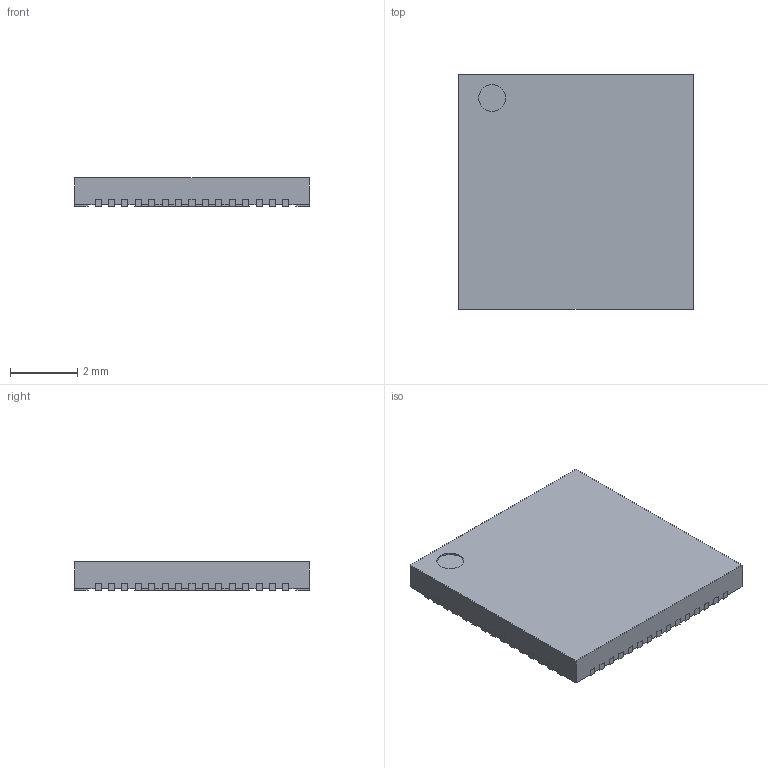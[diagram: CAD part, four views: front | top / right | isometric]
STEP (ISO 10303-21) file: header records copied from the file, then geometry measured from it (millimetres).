
FILE_DESCRIPTION(('FreeCAD Model'),'2;1');
FILE_NAME('RP2350A-QFN60.step','2024-08-10T10:37:29',( 'kicad StepUp'),('ksu MCAD'),'Open CASCADE STEP processor 7.3', 'FreeCAD','Unknown');
FILE_SCHEMA(('AUTOMOTIVE_DESIGN { 1 0 10303 214 1 1 1 1 }'));
Length unit declared in the file: millimetre
Products named in the file (1): RP2350A-QFN60
Bounding box: 7 x 7 x 0.85 mm (x, y, z)
Volume: 40 mm3; surface area: 124.7 mm2
Topology: 1 solids, 1 shells, 373 faces, 1107 edges, 738 vertices
Faces by surface type: plane 372, cylinder 1
Full cylindrical faces by diameter (mm): 0.8 x1
Entity records: 14848 total; most frequent: CARTESIAN_POINT 2219, ORIENTED_EDGE 2214, DIRECTION 1857, EDGE_CURVE 1107, LINE 1105, VECTOR 1105, VERTEX_POINT 738, AXIS2_PLACEMENT_3D 376
